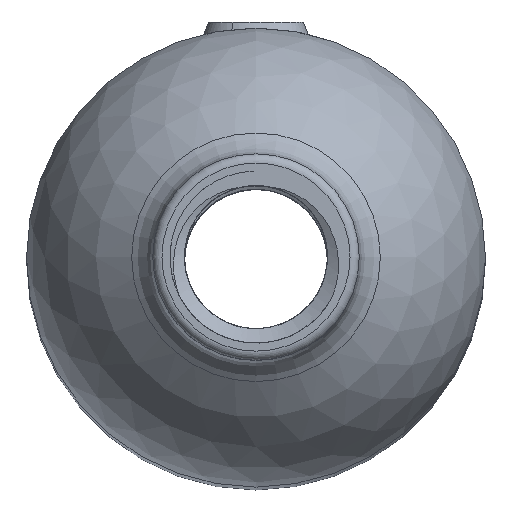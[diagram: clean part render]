
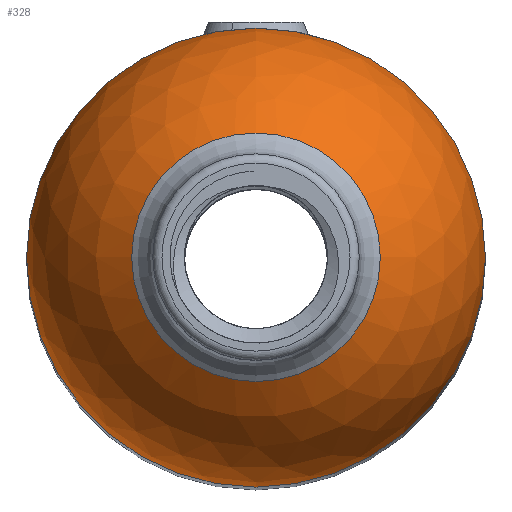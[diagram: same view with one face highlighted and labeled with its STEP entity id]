
A CAD part, top view. The second image highlights one B-rep face of the part: STEP entity #328.
In plain terms, the highlighted spherical face has radius 12.7 mm.
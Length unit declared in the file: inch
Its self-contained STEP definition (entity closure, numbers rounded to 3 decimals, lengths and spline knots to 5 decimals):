
#322=SPHERICAL_SURFACE('',#2802,0.5);
#328=ADVANCED_FACE('',(#544,#545),#322,.T.);
#500=CIRCLE('',#2769,0.5);
#506=CIRCLE('',#2801,0.27083);
#544=FACE_BOUND('',#605,.T.);
#545=FACE_BOUND('',#606,.T.);
#605=EDGE_LOOP('',(#1208));
#606=EDGE_LOOP('',(#1209));
#1208=ORIENTED_EDGE('',*,*,#2267,.T.);
#1209=ORIENTED_EDGE('',*,*,#2211,.T.);
#1942=VERTEX_POINT('',#3864);
#1998=VERTEX_POINT('',#4162);
#2211=EDGE_CURVE('',#1942,#1942,#500,.T.);
#2267=EDGE_CURVE('',#1998,#1998,#506,.T.);
#2769=AXIS2_PLACEMENT_3D('',#3863,#3019,#3020);
#2801=AXIS2_PLACEMENT_3D('',#4161,#3099,#3100);
#2802=AXIS2_PLACEMENT_3D('',#4163,#3101,#3102);
#3019=DIRECTION('',(0.,0.,1.));
#3020=DIRECTION('',(0.,1.,0.));
#3099=DIRECTION('',(0.,0.,-1.));
#3100=DIRECTION('',(0.,1.,0.));
#3101=DIRECTION('',(0.,0.,-1.));
#3102=DIRECTION('',(0.,1.,0.));
#3863=CARTESIAN_POINT('',(0.,0.,4.30349));
#3864=CARTESIAN_POINT('',(0.,0.5,4.30349));
#4161=CARTESIAN_POINT('',(0.,0.,4.72378));
#4162=CARTESIAN_POINT('',(0.,0.27083,4.72378));
#4163=CARTESIAN_POINT('',(0.,0.,4.30349));
